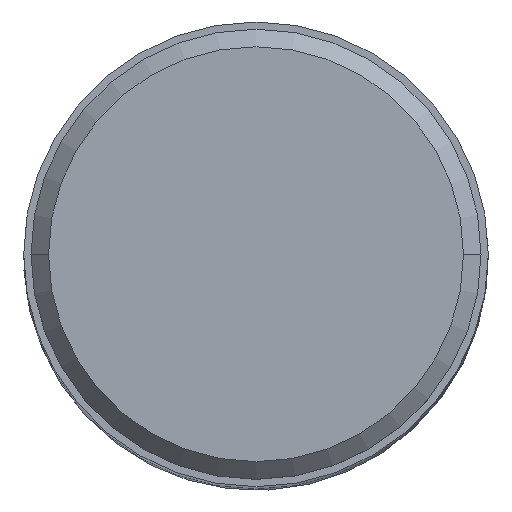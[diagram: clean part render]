
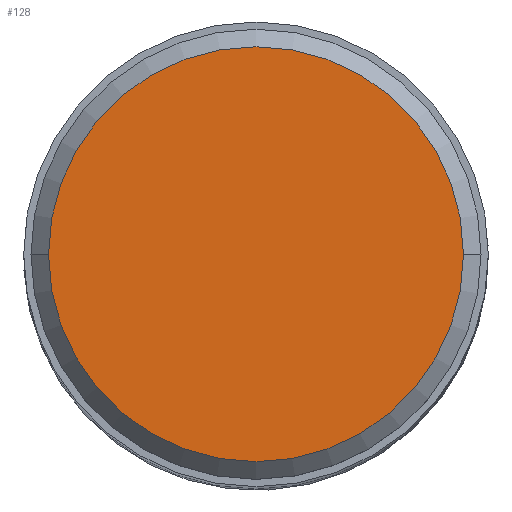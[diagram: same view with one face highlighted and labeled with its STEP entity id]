
A CAD part, top view. The second image highlights one B-rep face of the part: STEP entity #128.
In plain terms, the highlighted planar face has unit normal (0, 0, 1).
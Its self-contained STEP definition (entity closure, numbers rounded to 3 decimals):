
#29=PLANE('',#884);
#128=ADVANCED_FACE('',(#185),#29,.F.);
#185=FACE_OUTER_BOUND('',#225,.T.);
#225=EDGE_LOOP('',(#368,#369,#370,#371));
#368=ORIENTED_EDGE('',*,*,#590,.T.);
#369=ORIENTED_EDGE('',*,*,#588,.T.);
#370=ORIENTED_EDGE('',*,*,#587,.T.);
#371=ORIENTED_EDGE('',*,*,#591,.T.);
#495=VERTEX_POINT('',#1376);
#496=VERTEX_POINT('',#1378);
#497=VERTEX_POINT('',#1380);
#498=VERTEX_POINT('',#1384);
#587=EDGE_CURVE('',#496,#495,#711,.T.);
#588=EDGE_CURVE('',#497,#496,#712,.T.);
#590=EDGE_CURVE('',#498,#497,#713,.T.);
#591=EDGE_CURVE('',#495,#498,#714,.T.);
#711=CIRCLE('',#878,14.175);
#712=CIRCLE('',#879,14.175);
#713=CIRCLE('',#881,14.175);
#714=CIRCLE('',#882,14.175);
#878=AXIS2_PLACEMENT_3D('',#1377,#1117,#1118);
#879=AXIS2_PLACEMENT_3D('',#1379,#1119,#1120);
#881=AXIS2_PLACEMENT_3D('',#1383,#1124,#1125);
#882=AXIS2_PLACEMENT_3D('',#1385,#1126,#1127);
#884=AXIS2_PLACEMENT_3D('',#1387,#1130,#1131);
#1117=DIRECTION('',(0.,0.,1.));
#1118=DIRECTION('',(0.,-1.,0.));
#1119=DIRECTION('',(0.,0.,1.));
#1120=DIRECTION('',(-1.,0.,0.));
#1124=DIRECTION('',(0.,0.,1.));
#1125=DIRECTION('',(0.,1.,0.));
#1126=DIRECTION('',(0.,0.,1.));
#1127=DIRECTION('',(1.,0.,0.));
#1130=DIRECTION('',(0.,0.,-1.));
#1131=DIRECTION('',(1.,0.,0.));
#1376=CARTESIAN_POINT('',(14.175,0.,0.));
#1377=CARTESIAN_POINT('',(0.,0.,0.));
#1378=CARTESIAN_POINT('',(0.,-14.175,0.));
#1379=CARTESIAN_POINT('',(0.,0.,0.));
#1380=CARTESIAN_POINT('',(-14.175,0.,0.));
#1383=CARTESIAN_POINT('',(0.,0.,0.));
#1384=CARTESIAN_POINT('',(0.,14.175,0.));
#1385=CARTESIAN_POINT('',(0.,0.,0.));
#1387=CARTESIAN_POINT('',(0.,0.,0.));
